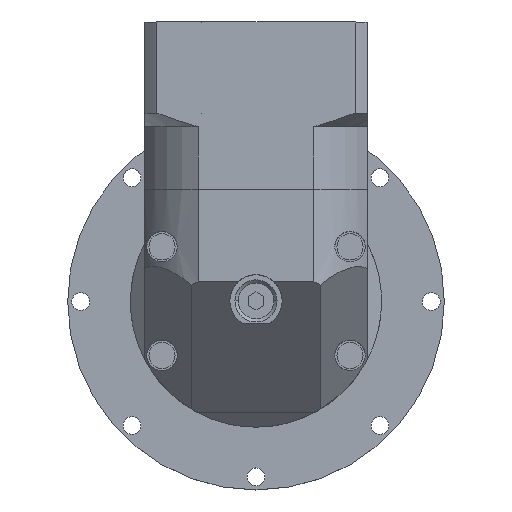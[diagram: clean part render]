
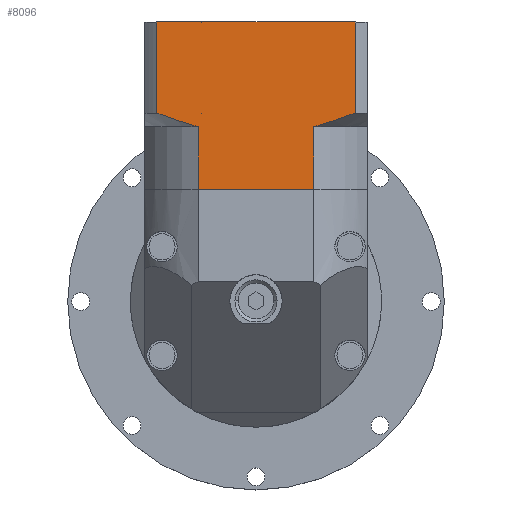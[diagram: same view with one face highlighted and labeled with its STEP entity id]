
A CAD part, top view. The second image highlights one B-rep face of the part: STEP entity #8096.
In plain terms, the highlighted planar face has unit normal (0, 0, 1).
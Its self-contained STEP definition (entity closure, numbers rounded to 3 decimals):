
#221 = DIRECTION ( 'NONE',  ( -1., 0., 0. ) ) ;
#248 = CARTESIAN_POINT ( 'NONE',  ( 24.322, 33.582, 163. ) ) ;
#263 = LINE ( 'NONE', #8670, #9065 ) ;
#379 = DIRECTION ( 'NONE',  ( 0., 1., 0. ) ) ;
#539 = LINE ( 'NONE', #10564, #3692 ) ;
#544 = VERTEX_POINT ( 'NONE', #9353 ) ;
#902 = CARTESIAN_POINT ( 'NONE',  ( 21.227, 34.681, 163. ) ) ;
#1076 = VERTEX_POINT ( 'NONE', #2033 ) ;
#1086 = LINE ( 'NONE', #9670, #3821 ) ;
#1246 = DIRECTION ( 'NONE',  ( 1., 0., 0. ) ) ;
#1627 = ORIENTED_EDGE ( 'NONE', *, *, #7448, .T. ) ;
#1888 = CARTESIAN_POINT ( 'NONE',  ( 20.546, 34.942, 163. ) ) ;
#2004 = LINE ( 'NONE', #10494, #6699 ) ;
#2033 = CARTESIAN_POINT ( 'NONE',  ( 58.418, 52.344, 163. ) ) ;
#2129 = AXIS2_PLACEMENT_3D ( 'NONE', #2524, #6698, #221 ) ;
#2271 = EDGE_CURVE ( 'NONE', #9393, #3352, #5169, .T. ) ;
#2524 = CARTESIAN_POINT ( 'NONE',  ( 20.546, 52.344, 163. ) ) ;
#2602 = CARTESIAN_POINT ( 'NONE',  ( 22.227, 34.31, 163. ) ) ;
#2707 = CARTESIAN_POINT ( 'NONE',  ( 23.91, 33.721, 163. ) ) ;
#3352 = VERTEX_POINT ( 'NONE', #4433 ) ;
#3380 = CARTESIAN_POINT ( 'NONE',  ( 28.423, 20.344, 163. ) ) ;
#3529 = CARTESIAN_POINT ( 'NONE',  ( 50.542, 32.344, 163. ) ) ;
#3624 = ORIENTED_EDGE ( 'NONE', *, *, #10879, .F. ) ;
#3643 = CARTESIAN_POINT ( 'NONE',  ( 24.381, 33.563, 163. ) ) ;
#3692 = VECTOR ( 'NONE', #6297, 1000. ) ;
#3821 = VECTOR ( 'NONE', #379, 1000. ) ;
#4087 = DIRECTION ( 'NONE',  ( 0., -1., 0. ) ) ;
#4145 = LINE ( 'NONE', #10003, #7221 ) ;
#4248 = CARTESIAN_POINT ( 'NONE',  ( 24.42, 33.55, 163. ) ) ;
#4433 = CARTESIAN_POINT ( 'NONE',  ( 20.546, 34.942, 163. ) ) ;
#4548 = CARTESIAN_POINT ( 'NONE',  ( 20.546, 52.344, 163. ) ) ;
#5079 = CARTESIAN_POINT ( 'NONE',  ( 55.758, 33.953, 163. ) ) ;
#5169 = LINE ( 'NONE', #6051, #8875 ) ;
#5188 = CARTESIAN_POINT ( 'NONE',  ( 54.365, 33.49, 163. ) ) ;
#5239 = CARTESIAN_POINT ( 'NONE',  ( 51.176, 32.513, 163. ) ) ;
#5240 = EDGE_CURVE ( 'NONE', #9497, #9958, #263, .T. ) ;
#5296 = CARTESIAN_POINT ( 'NONE',  ( 53.915, 33.342, 163. ) ) ;
#5364 = DIRECTION ( 'NONE',  ( 0., -1., 0. ) ) ;
#5379 = CARTESIAN_POINT ( 'NONE',  ( 50.542, 32.344, 163. ) ) ;
#5907 = CARTESIAN_POINT ( 'NONE',  ( 27.155, 32.681, 163. ) ) ;
#5961 = CARTESIAN_POINT ( 'NONE',  ( 28.423, 32.344, 163. ) ) ;
#6051 = CARTESIAN_POINT ( 'NONE',  ( 20.546, 52.344, 163. ) ) ;
#6297 = DIRECTION ( 'NONE',  ( 1., 0., 0. ) ) ;
#6403 = ORIENTED_EDGE ( 'NONE', *, *, #2271, .T. ) ;
#6658 = ORIENTED_EDGE ( 'NONE', *, *, #8309, .F. ) ;
#6698 = DIRECTION ( 'NONE',  ( 0., 0., -1. ) ) ;
#6699 = VECTOR ( 'NONE', #1246, 1000. ) ;
#6836 = CARTESIAN_POINT ( 'NONE',  ( 52.149, 32.789, 163. ) ) ;
#6851 = ORIENTED_EDGE ( 'NONE', *, *, #6861, .T. ) ;
#6861 = EDGE_CURVE ( 'NONE', #9958, #8563, #2004, .T. ) ;
#6895 = CARTESIAN_POINT ( 'NONE',  ( 54.214, 33.44, 163. ) ) ;
#6943 = CARTESIAN_POINT ( 'NONE',  ( 54.44, 33.515, 163. ) ) ;
#7221 = VECTOR ( 'NONE', #4087, 1000. ) ;
#7302 = EDGE_LOOP ( 'NONE', ( #1627, #10398, #6851, #9008, #10154, #6658, #3624, #6403 ) ) ;
#7429 = EDGE_CURVE ( 'NONE', #8156, #544, #9997, .T. ) ;
#7448 = EDGE_CURVE ( 'NONE', #3352, #9497, #10529, .T. ) ;
#7570 = FACE_OUTER_BOUND ( 'NONE', #7302, .T. ) ;
#7704 = CARTESIAN_POINT ( 'NONE',  ( 23.356, 33.911, 163. ) ) ;
#8096 = ADVANCED_FACE ( 'NONE', ( #7570 ), #9357, .F. ) ;
#8156 = VERTEX_POINT ( 'NONE', #5379 ) ;
#8309 = EDGE_CURVE ( 'NONE', #1076, #544, #4145, .T. ) ;
#8431 = CARTESIAN_POINT ( 'NONE',  ( 53.32, 33.151, 163. ) ) ;
#8542 = CARTESIAN_POINT ( 'NONE',  ( 54.506, 33.537, 163. ) ) ;
#8563 = VERTEX_POINT ( 'NONE', #9704 ) ;
#8578 = DIRECTION ( 'NONE',  ( 0., -1., 0. ) ) ;
#8659 = CARTESIAN_POINT ( 'NONE',  ( 24.437, 33.544, 163. ) ) ;
#8670 = CARTESIAN_POINT ( 'NONE',  ( 28.423, 20.344, 163. ) ) ;
#8875 = VECTOR ( 'NONE', #8578, 1000. ) ;
#9008 = ORIENTED_EDGE ( 'NONE', *, *, #9843, .T. ) ;
#9065 = VECTOR ( 'NONE', #5364, 1000. ) ;
#9332 = CARTESIAN_POINT ( 'NONE',  ( 57.058, 34.421, 163. ) ) ;
#9353 = CARTESIAN_POINT ( 'NONE',  ( 58.418, 34.942, 163. ) ) ;
#9357 = PLANE ( 'NONE',  #2129 ) ;
#9385 = CARTESIAN_POINT ( 'NONE',  ( 54.472, 33.526, 163. ) ) ;
#9393 = VERTEX_POINT ( 'NONE', #4548 ) ;
#9497 = VERTEX_POINT ( 'NONE', #10742 ) ;
#9499 = CARTESIAN_POINT ( 'NONE',  ( 54.494, 33.533, 163. ) ) ;
#9670 = CARTESIAN_POINT ( 'NONE',  ( 50.542, 20.344, 163. ) ) ;
#9704 = CARTESIAN_POINT ( 'NONE',  ( 50.542, 20.344, 163. ) ) ;
#9843 = EDGE_CURVE ( 'NONE', #8563, #8156, #1086, .T. ) ;
#9958 = VERTEX_POINT ( 'NONE', #3380 ) ;
#9997 = B_SPLINE_CURVE_WITH_KNOTS ( 'NONE', 3,
 ( #3529, #5239, #6836, #8431, #5296, #6895, #5188, #6943, #9385, #9499, #8542, #5079, #9332, #10216 ),
 .UNSPECIFIED., .F., .F.,
 ( 4, 1, 1, 1, 1, 1, 1, 2, 2, 4 ),
 ( 0., 0.25, 0.375, 0.438, 0.469, 0.484, 0.492, 0.496, 0.5, 1. ),
 .UNSPECIFIED. ) ;
#10003 = CARTESIAN_POINT ( 'NONE',  ( 58.418, 52.344, 163. ) ) ;
#10106 = CARTESIAN_POINT ( 'NONE',  ( 25.834, 33.079, 163. ) ) ;
#10154 = ORIENTED_EDGE ( 'NONE', *, *, #7429, .T. ) ;
#10216 = CARTESIAN_POINT ( 'NONE',  ( 58.418, 34.942, 163. ) ) ;
#10331 = CARTESIAN_POINT ( 'NONE',  ( 24.185, 33.628, 163. ) ) ;
#10398 = ORIENTED_EDGE ( 'NONE', *, *, #5240, .T. ) ;
#10494 = CARTESIAN_POINT ( 'NONE',  ( 20.546, 20.344, 163. ) ) ;
#10529 = B_SPLINE_CURVE_WITH_KNOTS ( 'NONE', 3,
 ( #1888, #902, #2602, #7704, #2707, #10331, #248, #3643, #4248, #8659, #10106, #5907, #5961 ),
 .UNSPECIFIED., .F., .F.,
 ( 4, 1, 1, 1, 1, 1, 2, 2, 4 ),
 ( 0., 0.25, 0.375, 0.437, 0.469, 0.484, 0.492, 0.5, 1. ),
 .UNSPECIFIED. ) ;
#10564 = CARTESIAN_POINT ( 'NONE',  ( 20.546, 52.344, 163. ) ) ;
#10742 = CARTESIAN_POINT ( 'NONE',  ( 28.423, 32.344, 163. ) ) ;
#10879 = EDGE_CURVE ( 'NONE', #9393, #1076, #539, .T. ) ;
